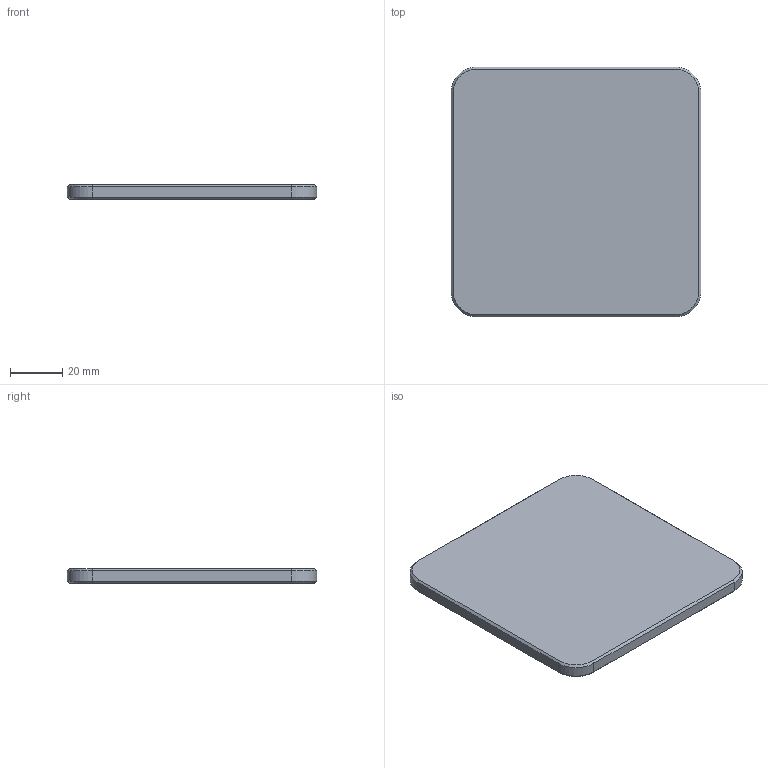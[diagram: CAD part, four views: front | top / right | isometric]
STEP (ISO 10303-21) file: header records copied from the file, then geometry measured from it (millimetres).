
FILE_DESCRIPTION (( 'STEP AP214' ), '1' );
FILE_NAME ('Base.STEP', '2024-12-05T01:21:13', ( '' ), ( '' ), 'SwSTEP 2.0', 'SolidWorks 2023', '' );
FILE_SCHEMA (( 'AUTOMOTIVE_DESIGN' ));
Length unit declared in the file: inch
Products named in the file (1): Base
Bounding box: 95.25 x 95.25 x 5.56 mm (x, y, z)
Volume: 48785.4 mm3; surface area: 20288.8 mm2
Topology: 1 solids, 1 shells, 203 faces, 528 edges, 336 vertices
Faces by surface type: bspline 75, plane 64, cylinder 48, cone 16
Entity records: 11719 total; most frequent: CARTESIAN_POINT 7403, ORIENTED_EDGE 1040, DIRECTION 648, EDGE_CURVE 520, VERTEX_POINT 336, LINE 262, VECTOR 262, EDGE_LOOP 220
